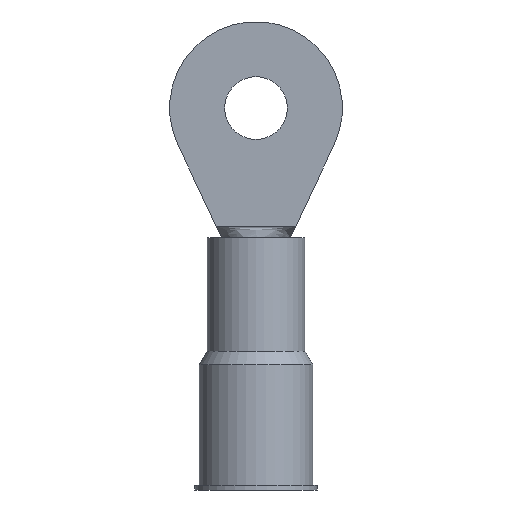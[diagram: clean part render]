
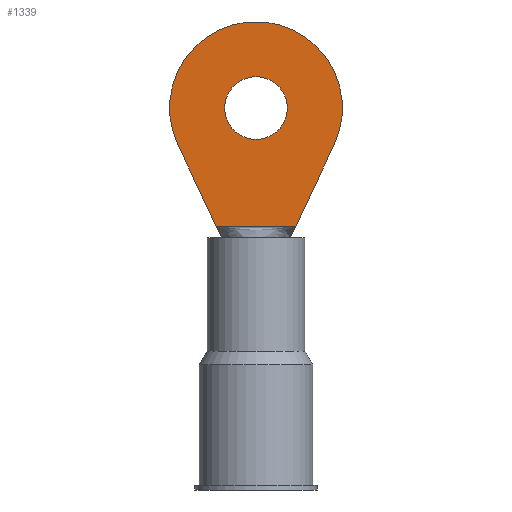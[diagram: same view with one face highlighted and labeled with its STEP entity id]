
A CAD part, front view. The second image highlights one B-rep face of the part: STEP entity #1339.
In plain terms, the highlighted planar face has unit normal (0, -1, 0).
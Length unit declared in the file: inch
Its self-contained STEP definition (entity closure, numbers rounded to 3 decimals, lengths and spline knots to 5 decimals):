
#87 = DIRECTION ( 'NONE',  ( -1., 0., 0. ) ) ;
#94 = CARTESIAN_POINT ( 'NONE',  ( 0., 0., 0.29 ) ) ;
#119 = DIRECTION ( 'NONE',  ( 0., 0., 1. ) ) ;
#150 = VERTEX_POINT ( 'NONE', #725 ) ;
#161 = VERTEX_POINT ( 'NONE', #729 ) ;
#213 = ORIENTED_EDGE ( 'NONE', *, *, #1465, .F. ) ;
#250 = CIRCLE ( 'NONE', #711, 0.069 ) ;
#257 = CIRCLE ( 'NONE', #954, 0.069 ) ;
#260 = EDGE_CURVE ( 'NONE', #1359, #161, #1149, .T. ) ;
#264 = ORIENTED_EDGE ( 'NONE', *, *, #517, .F. ) ;
#285 = DIRECTION ( 'NONE',  ( -0.426, 0., 0.905 ) ) ;
#291 = EDGE_CURVE ( 'NONE', #1172, #1359, #785, .T. ) ;
#349 = DIRECTION ( 'NONE',  ( 0., 1., 0. ) ) ;
#367 = CARTESIAN_POINT ( 'NONE',  ( 0., 0., 0.29 ) ) ;
#387 = DIRECTION ( 'NONE',  ( -0.426, 0., -0.905 ) ) ;
#445 = ORIENTED_EDGE ( 'NONE', *, *, #260, .F. ) ;
#462 = VECTOR ( 'NONE', #285, 39.37008 ) ;
#470 = VECTOR ( 'NONE', #387, 39.37008 ) ;
#496 = AXIS2_PLACEMENT_3D ( 'NONE', #94, #349, #715 ) ;
#517 = EDGE_CURVE ( 'NONE', #1459, #1172, #980, .T. ) ;
#521 = DIRECTION ( 'NONE',  ( 0., 1., 0. ) ) ;
#570 = CARTESIAN_POINT ( 'NONE',  ( 0., 0., 0.03 ) ) ;
#580 = ORIENTED_EDGE ( 'NONE', *, *, #291, .F. ) ;
#587 = CARTESIAN_POINT ( 'NONE',  ( 0., 0., 0.359 ) ) ;
#601 = FACE_BOUND ( 'NONE', #1275, .T. ) ;
#607 = CARTESIAN_POINT ( 'NONE',  ( -0.17187, 0., 0.20899 ) ) ;
#641 = EDGE_LOOP ( 'NONE', ( #445, #580, #264, #213 ) ) ;
#680 = DIRECTION ( 'NONE',  ( 0., 1., 0. ) ) ;
#698 = PLANE ( 'NONE',  #496 ) ;
#711 = AXIS2_PLACEMENT_3D ( 'NONE', #1332, #521, #1206 ) ;
#715 = DIRECTION ( 'NONE',  ( 0., 0., 1. ) ) ;
#725 = CARTESIAN_POINT ( 'NONE',  ( 0., 0., 0.221 ) ) ;
#729 = CARTESIAN_POINT ( 'NONE',  ( 0.17187, 0., 0.20899 ) ) ;
#731 = AXIS2_PLACEMENT_3D ( 'NONE', #367, #967, #119 ) ;
#778 = CARTESIAN_POINT ( 'NONE',  ( -0.0875, 0., 0.03 ) ) ;
#785 = LINE ( 'NONE', #778, #462 ) ;
#815 = FACE_OUTER_BOUND ( 'NONE', #641, .T. ) ;
#848 = ORIENTED_EDGE ( 'NONE', *, *, #1481, .T. ) ;
#919 = CARTESIAN_POINT ( 'NONE',  ( 0., 0., 0.29 ) ) ;
#954 = AXIS2_PLACEMENT_3D ( 'NONE', #919, #680, #1032 ) ;
#967 = DIRECTION ( 'NONE',  ( 0., 1., 0. ) ) ;
#980 = LINE ( 'NONE', #570, #1071 ) ;
#982 = CARTESIAN_POINT ( 'NONE',  ( 0.0875, 0., 0.03 ) ) ;
#1032 = DIRECTION ( 'NONE',  ( 0., 0., 1. ) ) ;
#1061 = EDGE_CURVE ( 'NONE', #150, #1119, #257, .T. ) ;
#1071 = VECTOR ( 'NONE', #87, 39.37008 ) ;
#1119 = VERTEX_POINT ( 'NONE', #587 ) ;
#1149 = CIRCLE ( 'NONE', #731, 0.19 ) ;
#1172 = VERTEX_POINT ( 'NONE', #1432 ) ;
#1206 = DIRECTION ( 'NONE',  ( 0., 0., 1. ) ) ;
#1235 = CARTESIAN_POINT ( 'NONE',  ( 0.0875, 0., 0.03 ) ) ;
#1275 = EDGE_LOOP ( 'NONE', ( #1341, #848 ) ) ;
#1332 = CARTESIAN_POINT ( 'NONE',  ( 0., 0., 0.29 ) ) ;
#1339 = ADVANCED_FACE ( 'NONE', ( #815, #601 ), #698, .F. ) ;
#1341 = ORIENTED_EDGE ( 'NONE', *, *, #1061, .T. ) ;
#1359 = VERTEX_POINT ( 'NONE', #607 ) ;
#1432 = CARTESIAN_POINT ( 'NONE',  ( -0.0875, 0., 0.03 ) ) ;
#1459 = VERTEX_POINT ( 'NONE', #1235 ) ;
#1465 = EDGE_CURVE ( 'NONE', #161, #1459, #1509, .T. ) ;
#1481 = EDGE_CURVE ( 'NONE', #1119, #150, #250, .T. ) ;
#1509 = LINE ( 'NONE', #982, #470 ) ;
